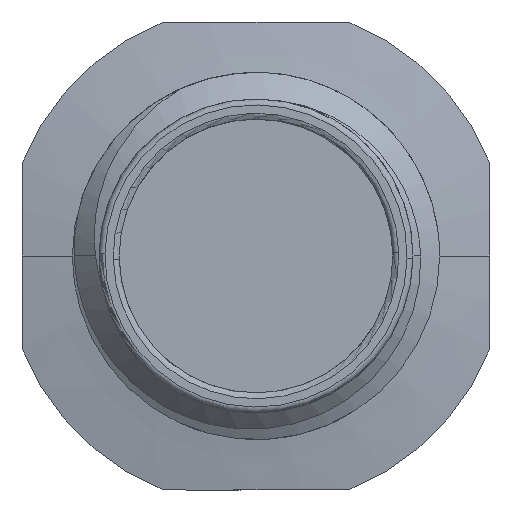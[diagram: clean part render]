
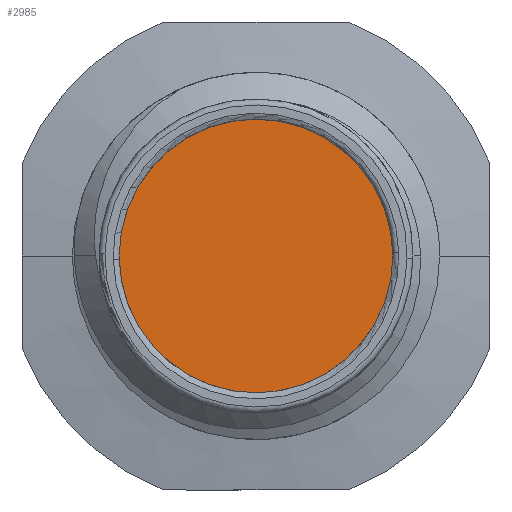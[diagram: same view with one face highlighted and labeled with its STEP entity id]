
A CAD part, left-side view. The second image highlights one B-rep face of the part: STEP entity #2985.
In plain terms, the highlighted planar face has unit normal (-1, 0, 0).
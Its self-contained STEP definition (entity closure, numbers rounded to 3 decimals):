
#89 = AXIS2_PLACEMENT_3D ( 'NONE', #431, #5009, #2825 ) ;
#297 = DIRECTION ( 'NONE',  ( 0., 0., 1. ) ) ;
#431 = CARTESIAN_POINT ( 'NONE',  ( 1.95, 0., 0. ) ) ;
#622 = ORIENTED_EDGE ( 'NONE', *, *, #2973, .T. ) ;
#1266 = DIRECTION ( 'NONE',  ( -1., 0., 0. ) ) ;
#1703 = DIRECTION ( 'NONE',  ( 0., 1., 0. ) ) ;
#2103 = EDGE_LOOP ( 'NONE', ( #622, #5679 ) ) ;
#2105 = PLANE ( 'NONE',  #3882 ) ;
#2225 = DIRECTION ( 'NONE',  ( -1., 0., 0. ) ) ;
#2599 = FACE_OUTER_BOUND ( 'NONE', #2103, .T. ) ;
#2655 = CARTESIAN_POINT ( 'NONE',  ( 1.95, 0., 0. ) ) ;
#2682 = CARTESIAN_POINT ( 'NONE',  ( 1.95, 0., 0. ) ) ;
#2825 = DIRECTION ( 'NONE',  ( 0., 1., 0. ) ) ;
#2973 = EDGE_CURVE ( 'NONE', #4413, #3830, #3780, .T. ) ;
#2985 = ADVANCED_FACE ( 'NONE', ( #2599 ), #2105, .T. ) ;
#3069 = CARTESIAN_POINT ( 'NONE',  ( 1.95, 2.31, 0. ) ) ;
#3780 = CIRCLE ( 'NONE', #5337, 2.31 ) ;
#3785 = CIRCLE ( 'NONE', #89, 2.31 ) ;
#3830 = VERTEX_POINT ( 'NONE', #5068 ) ;
#3882 = AXIS2_PLACEMENT_3D ( 'NONE', #2655, #1266, #297 ) ;
#3899 = EDGE_CURVE ( 'NONE', #3830, #4413, #3785, .T. ) ;
#4413 = VERTEX_POINT ( 'NONE', #3069 ) ;
#5009 = DIRECTION ( 'NONE',  ( -1., 0., 0. ) ) ;
#5068 = CARTESIAN_POINT ( 'NONE',  ( 1.95, -2.31, 0. ) ) ;
#5337 = AXIS2_PLACEMENT_3D ( 'NONE', #2682, #2225, #1703 ) ;
#5679 = ORIENTED_EDGE ( 'NONE', *, *, #3899, .T. ) ;
